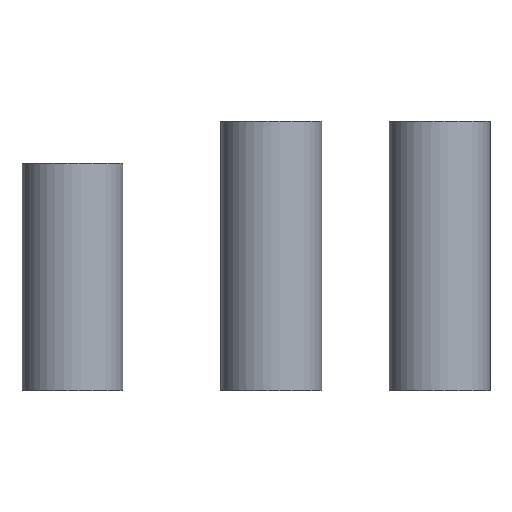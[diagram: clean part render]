
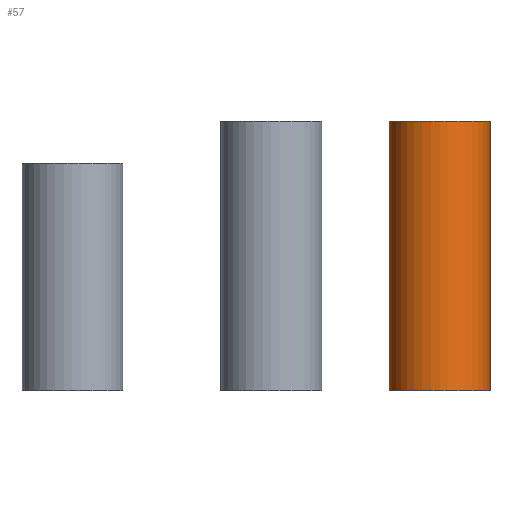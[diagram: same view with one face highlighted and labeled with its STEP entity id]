
A CAD part, front view. The second image highlights one B-rep face of the part: STEP entity #57.
In plain terms, the highlighted cylindrical face has radius 3 mm (diameter 6 mm), a partial arc.
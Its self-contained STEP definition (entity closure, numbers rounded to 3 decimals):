
#48 = CARTESIAN_POINT ( 'NONE',  ( 7., 10., 16. ) ) ;
#57 = ADVANCED_FACE ( 'NONE', ( #535 ), #207, .T. ) ;
#94 = CARTESIAN_POINT ( 'NONE',  ( 10., 10., 16. ) ) ;
#112 = DIRECTION ( 'NONE',  ( 1., 0., 0. ) ) ;
#120 = LINE ( 'NONE', #1033, #1063 ) ;
#121 = LINE ( 'NONE', #338, #383 ) ;
#182 = CIRCLE ( 'NONE', #1354, 3. ) ;
#188 = EDGE_CURVE ( 'NONE', #713, #1043, #182, .T. ) ;
#207 = CYLINDRICAL_SURFACE ( 'NONE', #770, 3. ) ;
#229 = DIRECTION ( 'NONE',  ( 0., 0., -1. ) ) ;
#236 = VERTEX_POINT ( 'NONE', #308 ) ;
#308 = CARTESIAN_POINT ( 'NONE',  ( 13., 10., 0. ) ) ;
#338 = CARTESIAN_POINT ( 'NONE',  ( 7., 10., 16. ) ) ;
#339 = VERTEX_POINT ( 'NONE', #1360 ) ;
#356 = DIRECTION ( 'NONE',  ( 1., 0., 0. ) ) ;
#369 = DIRECTION ( 'NONE',  ( 0., 0., 1. ) ) ;
#383 = VECTOR ( 'NONE', #229, 1000. ) ;
#390 = EDGE_CURVE ( 'NONE', #713, #339, #121, .T. ) ;
#404 = AXIS2_PLACEMENT_3D ( 'NONE', #1264, #369, #356 ) ;
#535 = FACE_OUTER_BOUND ( 'NONE', #745, .T. ) ;
#538 = DIRECTION ( 'NONE',  ( 0., 0., -1. ) ) ;
#549 = CARTESIAN_POINT ( 'NONE',  ( 10., 10., 16. ) ) ;
#713 = VERTEX_POINT ( 'NONE', #48 ) ;
#737 = CARTESIAN_POINT ( 'NONE',  ( 13., 10., 16. ) ) ;
#745 = EDGE_LOOP ( 'NONE', ( #1052, #767, #1141, #1268 ) ) ;
#767 = ORIENTED_EDGE ( 'NONE', *, *, #188, .F. ) ;
#770 = AXIS2_PLACEMENT_3D ( 'NONE', #94, #538, #1330 ) ;
#783 = DIRECTION ( 'NONE',  ( 0., 0., 1. ) ) ;
#886 = EDGE_CURVE ( 'NONE', #339, #236, #953, .T. ) ;
#953 = CIRCLE ( 'NONE', #404, 3. ) ;
#1025 = DIRECTION ( 'NONE',  ( 0., 0., -1. ) ) ;
#1033 = CARTESIAN_POINT ( 'NONE',  ( 13., 10., 16. ) ) ;
#1043 = VERTEX_POINT ( 'NONE', #737 ) ;
#1052 = ORIENTED_EDGE ( 'NONE', *, *, #1335, .F. ) ;
#1063 = VECTOR ( 'NONE', #1025, 1000. ) ;
#1141 = ORIENTED_EDGE ( 'NONE', *, *, #390, .T. ) ;
#1264 = CARTESIAN_POINT ( 'NONE',  ( 10., 10., 0. ) ) ;
#1268 = ORIENTED_EDGE ( 'NONE', *, *, #886, .T. ) ;
#1330 = DIRECTION ( 'NONE',  ( -1., 0., 0. ) ) ;
#1335 = EDGE_CURVE ( 'NONE', #1043, #236, #120, .T. ) ;
#1354 = AXIS2_PLACEMENT_3D ( 'NONE', #549, #783, #112 ) ;
#1360 = CARTESIAN_POINT ( 'NONE',  ( 7., 10., 0. ) ) ;
